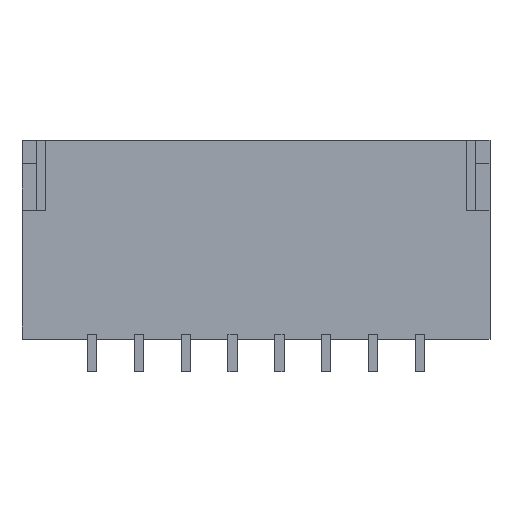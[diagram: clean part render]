
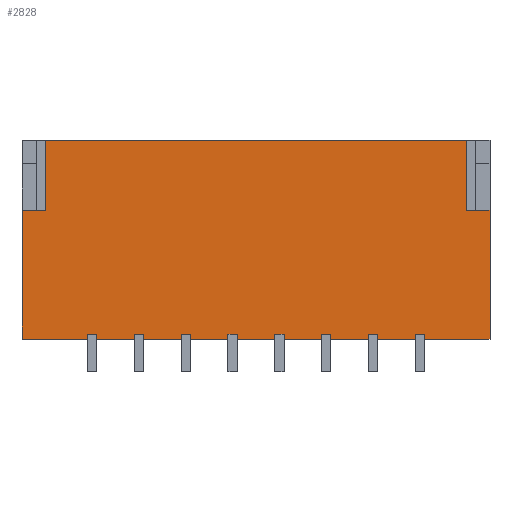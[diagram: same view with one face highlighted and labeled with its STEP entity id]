
A CAD part, front view. The second image highlights one B-rep face of the part: STEP entity #2828.
In plain terms, the highlighted planar face has unit normal (0, -1, 0).
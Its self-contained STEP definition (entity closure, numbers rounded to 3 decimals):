
#372 = ORIENTED_EDGE ( 'NONE', *, *, #3041, .F. ) ;
#417 = CARTESIAN_POINT ( 'NONE',  ( 4.5, 0.06, 0.625 ) ) ;
#430 = FACE_OUTER_BOUND ( 'NONE', #1413, .T. ) ;
#483 = VECTOR ( 'NONE', #3586, 1000. ) ;
#525 = CARTESIAN_POINT ( 'NONE',  ( 5., 0.06, 0.625 ) ) ;
#606 = CARTESIAN_POINT ( 'NONE',  ( -4.5, 0.06, 0.625 ) ) ;
#696 = VERTEX_POINT ( 'NONE', #525 ) ;
#749 = ORIENTED_EDGE ( 'NONE', *, *, #4881, .T. ) ;
#883 = CARTESIAN_POINT ( 'NONE',  ( 4.5, 0.06, 2.125 ) ) ;
#932 = ORIENTED_EDGE ( 'NONE', *, *, #4795, .T. ) ;
#1176 = ORIENTED_EDGE ( 'NONE', *, *, #4557, .F. ) ;
#1204 = CARTESIAN_POINT ( 'NONE',  ( -4.5, 0.06, 0.625 ) ) ;
#1224 = VECTOR ( 'NONE', #2151, 1000. ) ;
#1413 = EDGE_LOOP ( 'NONE', ( #932, #749, #372, #6641, #1176, #2389, #4458, #2619 ) ) ;
#1443 = CARTESIAN_POINT ( 'NONE',  ( -5., 0.06, 2.125 ) ) ;
#1510 = EDGE_CURVE ( 'NONE', #6142, #3784, #6037, .T. ) ;
#1524 = CARTESIAN_POINT ( 'NONE',  ( 4.5, 0.06, 0.625 ) ) ;
#1716 = AXIS2_PLACEMENT_3D ( 'NONE', #4677, #6646, #2117 ) ;
#1759 = DIRECTION ( 'NONE',  ( 0., 0., -1. ) ) ;
#1779 = CARTESIAN_POINT ( 'NONE',  ( -4.5, 0.06, 0.625 ) ) ;
#1957 = EDGE_CURVE ( 'NONE', #5242, #696, #6117, .T. ) ;
#2117 = DIRECTION ( 'NONE',  ( 0., 0., -1. ) ) ;
#2151 = DIRECTION ( 'NONE',  ( 0., 0., -1. ) ) ;
#2184 = CARTESIAN_POINT ( 'NONE',  ( -5., 0.06, 2.125 ) ) ;
#2320 = LINE ( 'NONE', #4374, #5585 ) ;
#2389 = ORIENTED_EDGE ( 'NONE', *, *, #1957, .F. ) ;
#2619 = ORIENTED_EDGE ( 'NONE', *, *, #1510, .F. ) ;
#2658 = PLANE ( 'NONE',  #1716 ) ;
#2717 = VECTOR ( 'NONE', #1759, 1000. ) ;
#2828 = ADVANCED_FACE ( 'NONE', ( #430 ), #2658, .T. ) ;
#2837 = DIRECTION ( 'NONE',  ( 0., 0., -1. ) ) ;
#2874 = VECTOR ( 'NONE', #4250, 1000. ) ;
#3041 = EDGE_CURVE ( 'NONE', #4884, #4640, #6709, .T. ) ;
#3375 = DIRECTION ( 'NONE',  ( -1., 0., 0. ) ) ;
#3586 = DIRECTION ( 'NONE',  ( 1., 0., 0. ) ) ;
#3661 = DIRECTION ( 'NONE',  ( 1., 0., 0. ) ) ;
#3731 = EDGE_CURVE ( 'NONE', #3865, #4884, #2320, .T. ) ;
#3733 = VERTEX_POINT ( 'NONE', #1779 ) ;
#3784 = VERTEX_POINT ( 'NONE', #883 ) ;
#3865 = VERTEX_POINT ( 'NONE', #4678 ) ;
#4104 = VECTOR ( 'NONE', #3661, 1000. ) ;
#4250 = DIRECTION ( 'NONE',  ( 0., 0., 1. ) ) ;
#4354 = LINE ( 'NONE', #6331, #2717 ) ;
#4374 = CARTESIAN_POINT ( 'NONE',  ( -5., 0.06, -2.125 ) ) ;
#4458 = ORIENTED_EDGE ( 'NONE', *, *, #4839, .F. ) ;
#4557 = EDGE_CURVE ( 'NONE', #696, #3865, #4696, .T. ) ;
#4640 = VERTEX_POINT ( 'NONE', #6224 ) ;
#4677 = CARTESIAN_POINT ( 'NONE',  ( 0., 0.06, 0. ) ) ;
#4678 = CARTESIAN_POINT ( 'NONE',  ( 5., 0.06, -2.125 ) ) ;
#4696 = LINE ( 'NONE', #6673, #1224 ) ;
#4795 = EDGE_CURVE ( 'NONE', #6142, #3733, #5319, .T. ) ;
#4839 = EDGE_CURVE ( 'NONE', #3784, #5242, #4354, .T. ) ;
#4881 = EDGE_CURVE ( 'NONE', #3733, #4640, #5840, .T. ) ;
#4884 = VERTEX_POINT ( 'NONE', #5359 ) ;
#5242 = VERTEX_POINT ( 'NONE', #417 ) ;
#5319 = LINE ( 'NONE', #606, #5549 ) ;
#5359 = CARTESIAN_POINT ( 'NONE',  ( -5., 0.06, -2.125 ) ) ;
#5549 = VECTOR ( 'NONE', #2837, 1000. ) ;
#5585 = VECTOR ( 'NONE', #6353, 1000. ) ;
#5721 = CARTESIAN_POINT ( 'NONE',  ( -4.5, 0.06, 2.125 ) ) ;
#5840 = LINE ( 'NONE', #1204, #6391 ) ;
#6037 = LINE ( 'NONE', #1443, #483 ) ;
#6117 = LINE ( 'NONE', #1524, #4104 ) ;
#6142 = VERTEX_POINT ( 'NONE', #5721 ) ;
#6224 = CARTESIAN_POINT ( 'NONE',  ( -5., 0.06, 0.625 ) ) ;
#6331 = CARTESIAN_POINT ( 'NONE',  ( 4.5, 0.06, 0.625 ) ) ;
#6353 = DIRECTION ( 'NONE',  ( -1., 0., 0. ) ) ;
#6391 = VECTOR ( 'NONE', #3375, 1000. ) ;
#6641 = ORIENTED_EDGE ( 'NONE', *, *, #3731, .F. ) ;
#6646 = DIRECTION ( 'NONE',  ( 0., -1., 0. ) ) ;
#6673 = CARTESIAN_POINT ( 'NONE',  ( 5., 0.06, 2.125 ) ) ;
#6709 = LINE ( 'NONE', #2184, #2874 ) ;
